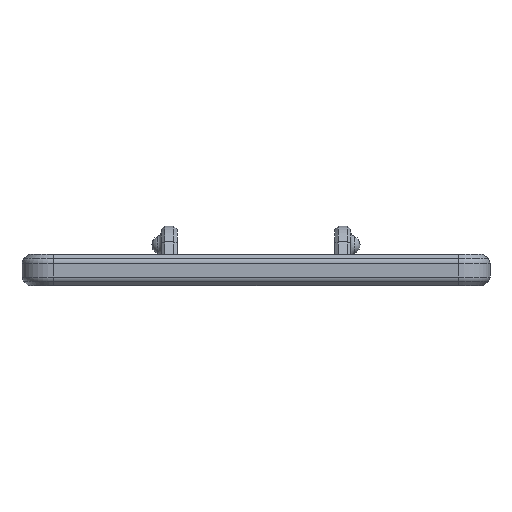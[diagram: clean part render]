
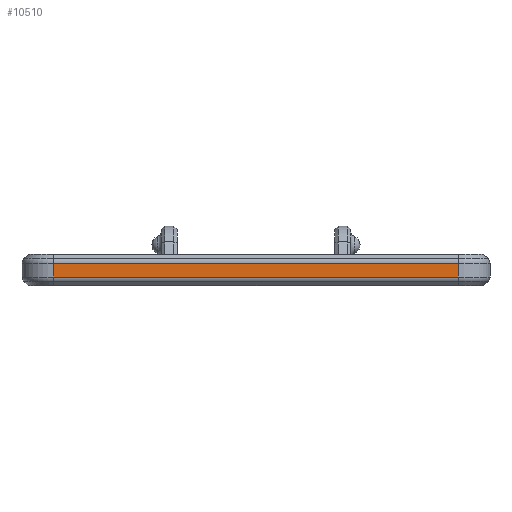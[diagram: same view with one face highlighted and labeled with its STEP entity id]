
A CAD part, left-side view. The second image highlights one B-rep face of the part: STEP entity #10510.
In plain terms, the highlighted planar face has unit normal (-1, 0, 0).
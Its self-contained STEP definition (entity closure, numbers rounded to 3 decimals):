
#811=LINE('',#20729,#1655);
#817=LINE('',#20756,#1661);
#818=LINE('',#20758,#1662);
#819=LINE('',#20759,#1663);
#1655=VECTOR('',#12219,10.);
#1661=VECTOR('',#12251,10.);
#1662=VECTOR('',#12252,10.);
#1663=VECTOR('',#12253,10.);
#2000=PLANE('',#10889);
#2506=FACE_OUTER_BOUND('',#3118,.T.);
#3118=EDGE_LOOP('',(#9051,#9052,#9053,#9054));
#4823=VERTEX_POINT('',#20722);
#4825=VERTEX_POINT('',#20728);
#4833=VERTEX_POINT('',#20755);
#4834=VERTEX_POINT('',#20757);
#6272=EDGE_CURVE('',#4823,#4825,#811,.T.);
#6286=EDGE_CURVE('',#4823,#4833,#817,.T.);
#6287=EDGE_CURVE('',#4834,#4833,#818,.T.);
#6288=EDGE_CURVE('',#4825,#4834,#819,.T.);
#9051=ORIENTED_EDGE('',*,*,#6272,.F.);
#9052=ORIENTED_EDGE('',*,*,#6286,.T.);
#9053=ORIENTED_EDGE('',*,*,#6287,.F.);
#9054=ORIENTED_EDGE('',*,*,#6288,.F.);
#10510=ADVANCED_FACE('',(#2506),#2000,.T.);
#10889=AXIS2_PLACEMENT_3D('',#20754,#12249,#12250);
#12219=DIRECTION('',(0.,1.,0.));
#12249=DIRECTION('center_axis',(-1.,0.,0.));
#12250=DIRECTION('ref_axis',(0.,-1.,0.));
#12251=DIRECTION('',(0.,0.,1.));
#12252=DIRECTION('',(0.,-1.,0.));
#12253=DIRECTION('',(0.,0.,1.));
#20722=CARTESIAN_POINT('',(-81.5,-32.1,1.414));
#20728=CARTESIAN_POINT('',(-81.5,32.1,1.414));
#20729=CARTESIAN_POINT('',(-81.5,24.075,1.414));
#20754=CARTESIAN_POINT('Origin',(-81.5,32.1,0.));
#20755=CARTESIAN_POINT('',(-81.5,-32.1,3.586));
#20756=CARTESIAN_POINT('',(-81.5,-32.1,0.));
#20757=CARTESIAN_POINT('',(-81.5,32.1,3.586));
#20758=CARTESIAN_POINT('',(-81.5,24.075,3.586));
#20759=CARTESIAN_POINT('',(-81.5,32.1,0.));
